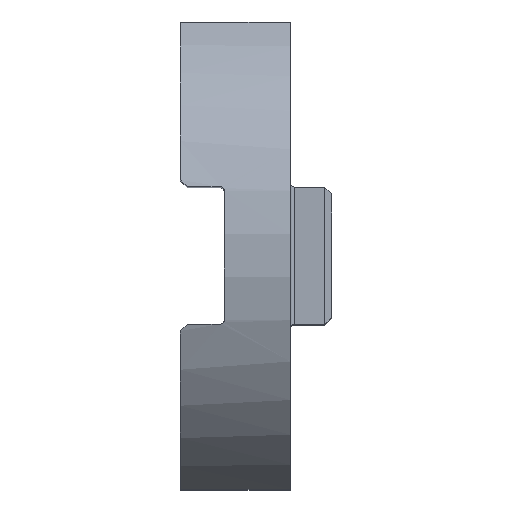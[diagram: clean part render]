
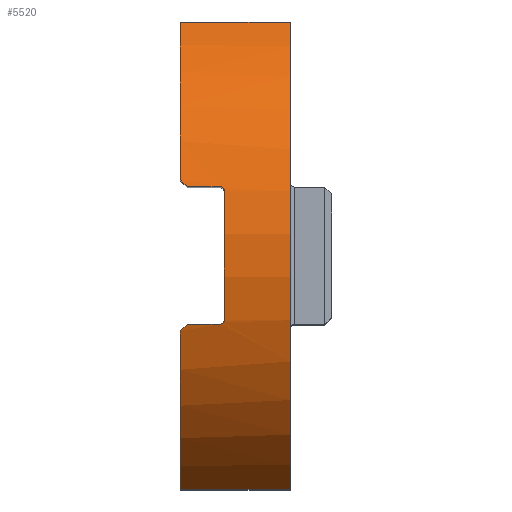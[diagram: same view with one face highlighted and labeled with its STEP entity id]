
A CAD part, top view. The second image highlights one B-rep face of the part: STEP entity #5520.
In plain terms, the highlighted cylindrical face has radius 19.5 mm (diameter 39 mm), a partial arc.
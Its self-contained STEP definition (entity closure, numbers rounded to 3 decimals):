
#51 = CARTESIAN_POINT ( 'NONE',  ( -60., 17., 23.552 ) ) ;
#93 = CARTESIAN_POINT ( 'NONE',  ( -60., 5.5, 32.708 ) ) ;
#229 = CARTESIAN_POINT ( 'NONE',  ( -48.942, -5., 32.848 ) ) ;
#282 = CIRCLE ( 'NONE', #4533, 19.5 ) ;
#322 = B_SPLINE_CURVE_WITH_KNOTS ( 'NONE', 3,
 ( #9589, #5633, #3688, #5587, #8684, #1898 ),
 .UNSPECIFIED., .F., .F.,
 ( 4, 2, 4 ),
 ( 0., 0., 0. ),
 .UNSPECIFIED. ) ;
#509 = DIRECTION ( 'NONE',  ( 0., 0., -1. ) ) ;
#527 = AXIS2_PLACEMENT_3D ( 'NONE', #1695, #6783, #986 ) ;
#571 = CARTESIAN_POINT ( 'NONE',  ( -57.1, 5., 32.848 ) ) ;
#585 = CARTESIAN_POINT ( 'NONE',  ( -60., -17., 23.552 ) ) ;
#589 = VECTOR ( 'NONE', #4032, 1000. ) ;
#740 = CARTESIAN_POINT ( 'NONE',  ( -59.834, -5.334, 32.757 ) ) ;
#865 = DIRECTION ( 'NONE',  ( 0., 0., -1. ) ) ;
#978 = CARTESIAN_POINT ( 'NONE',  ( -48.942, -17., 23.552 ) ) ;
#986 = DIRECTION ( 'NONE',  ( 0., 0., -1. ) ) ;
#1210 = VERTEX_POINT ( 'NONE', #6433 ) ;
#1441 = EDGE_CURVE ( 'NONE', #9694, #7366, #9436, .T. ) ;
#1695 = CARTESIAN_POINT ( 'NONE',  ( -60., 0., 14. ) ) ;
#1898 = CARTESIAN_POINT ( 'NONE',  ( -56.8, 4.7, 32.925 ) ) ;
#2375 = EDGE_CURVE ( 'NONE', #8702, #5305, #10496, .T. ) ;
#2515 = VERTEX_POINT ( 'NONE', #8397 ) ;
#2633 = CARTESIAN_POINT ( 'NONE',  ( -60., 0., 14. ) ) ;
#2870 = DIRECTION ( 'NONE',  ( 1., 0., 0. ) ) ;
#2968 = EDGE_CURVE ( 'NONE', #6386, #8034, #11771, .T. ) ;
#3153 = VERTEX_POINT ( 'NONE', #9857 ) ;
#3377 = CIRCLE ( 'NONE', #6234, 19.5 ) ;
#3531 = CARTESIAN_POINT ( 'NONE',  ( -60., -5.5, 32.708 ) ) ;
#3649 = ORIENTED_EDGE ( 'NONE', *, *, #2968, .T. ) ;
#3688 = CARTESIAN_POINT ( 'NONE',  ( -56.941, 4.966, 32.857 ) ) ;
#3766 = CYLINDRICAL_SURFACE ( 'NONE', #11263, 19.5 ) ;
#4032 = DIRECTION ( 'NONE',  ( -1., 0., 0. ) ) ;
#4040 = EDGE_CURVE ( 'NONE', #7817, #6386, #10124, .T. ) ;
#4041 = ORIENTED_EDGE ( 'NONE', *, *, #1441, .T. ) ;
#4070 = EDGE_CURVE ( 'NONE', #2515, #8702, #7683, .T. ) ;
#4232 = LINE ( 'NONE', #8686, #6855 ) ;
#4349 = FACE_OUTER_BOUND ( 'NONE', #7118, .T. ) ;
#4533 = AXIS2_PLACEMENT_3D ( 'NONE', #2633, #7560, #10524 ) ;
#4656 = EDGE_CURVE ( 'NONE', #7686, #1210, #3377, .T. ) ;
#4940 = CARTESIAN_POINT ( 'NONE',  ( -59.834, 5.334, 32.757 ) ) ;
#5123 = CARTESIAN_POINT ( 'NONE',  ( -48.942, 5., 32.848 ) ) ;
#5166 = DIRECTION ( 'NONE',  ( 1., 0., 0. ) ) ;
#5171 = EDGE_CURVE ( 'NONE', #3153, #9977, #4232, .T. ) ;
#5305 = VERTEX_POINT ( 'NONE', #571 ) ;
#5520 = ADVANCED_FACE ( 'NONE', ( #4349 ), #3766, .T. ) ;
#5587 = CARTESIAN_POINT ( 'NONE',  ( -56.831, 4.855, 32.886 ) ) ;
#5621 = CARTESIAN_POINT ( 'NONE',  ( -57.019, -5., 32.848 ) ) ;
#5633 = CARTESIAN_POINT ( 'NONE',  ( -57.019, 5., 32.848 ) ) ;
#5702 = ORIENTED_EDGE ( 'NONE', *, *, #12460, .F. ) ;
#5736 = CIRCLE ( 'NONE', #10506, 19.5 ) ;
#5778 = ORIENTED_EDGE ( 'NONE', *, *, #4070, .T. ) ;
#5803 = CARTESIAN_POINT ( 'NONE',  ( -52., 0., 14. ) ) ;
#5834 = DIRECTION ( 'NONE',  ( 1., 0., 0. ) ) ;
#6173 = CARTESIAN_POINT ( 'NONE',  ( -56.8, 0., 14. ) ) ;
#6234 = AXIS2_PLACEMENT_3D ( 'NONE', #6173, #11069, #509 ) ;
#6304 = ORIENTED_EDGE ( 'NONE', *, *, #9940, .T. ) ;
#6311 = DIRECTION ( 'NONE',  ( 0., 0., 1. ) ) ;
#6386 = VERTEX_POINT ( 'NONE', #12280 ) ;
#6433 = CARTESIAN_POINT ( 'NONE',  ( -56.8, -4.7, 32.925 ) ) ;
#6652 = CARTESIAN_POINT ( 'NONE',  ( -59.667, -5.167, 32.804 ) ) ;
#6783 = DIRECTION ( 'NONE',  ( -1., 0., 0. ) ) ;
#6855 = VECTOR ( 'NONE', #8641, 1000. ) ;
#6984 = ORIENTED_EDGE ( 'NONE', *, *, #5171, .T. ) ;
#7074 = CARTESIAN_POINT ( 'NONE',  ( -52., -17., 23.552 ) ) ;
#7118 = EDGE_LOOP ( 'NONE', ( #10175, #5778, #8121, #7936, #11474, #6304, #7837, #3649, #7949, #4041, #5702, #6984 ) ) ;
#7333 = VECTOR ( 'NONE', #5834, 1000. ) ;
#7366 = VERTEX_POINT ( 'NONE', #7074 ) ;
#7560 = DIRECTION ( 'NONE',  ( -1., 0., 0. ) ) ;
#7565 = CARTESIAN_POINT ( 'NONE',  ( -60., -5.5, 32.708 ) ) ;
#7654 = CARTESIAN_POINT ( 'NONE',  ( -56.8, -4.778, 32.906 ) ) ;
#7683 =( BOUNDED_CURVE ( )  B_SPLINE_CURVE ( 3, ( #93, #4940, #7815, #8785 ),
 .UNSPECIFIED., .F., .T. ) 
 B_SPLINE_CURVE_WITH_KNOTS ( ( 4, 4 ),
 ( 1.285, 1.311 ),
 .UNSPECIFIED. ) 
 CURVE ( )  GEOMETRIC_REPRESENTATION_ITEM ( )  RATIONAL_B_SPLINE_CURVE ( ( 1., 1., 1., 1. ) ) 
 REPRESENTATION_ITEM ( '' )  );
#7686 = VERTEX_POINT ( 'NONE', #11510 ) ;
#7702 = EDGE_CURVE ( 'NONE', #5305, #7686, #322, .T. ) ;
#7815 = CARTESIAN_POINT ( 'NONE',  ( -59.667, 5.167, 32.804 ) ) ;
#7817 = VERTEX_POINT ( 'NONE', #10932 ) ;
#7837 = ORIENTED_EDGE ( 'NONE', *, *, #4040, .T. ) ;
#7936 = ORIENTED_EDGE ( 'NONE', *, *, #7702, .T. ) ;
#7943 = CIRCLE ( 'NONE', #527, 19.5 ) ;
#7949 = ORIENTED_EDGE ( 'NONE', *, *, #10855, .F. ) ;
#8034 = VERTEX_POINT ( 'NONE', #7565 ) ;
#8121 = ORIENTED_EDGE ( 'NONE', *, *, #2375, .T. ) ;
#8397 = CARTESIAN_POINT ( 'NONE',  ( -60., 5.5, 32.708 ) ) ;
#8641 = DIRECTION ( 'NONE',  ( -1., 0., 0. ) ) ;
#8684 = CARTESIAN_POINT ( 'NONE',  ( -56.8, 4.778, 32.906 ) ) ;
#8686 = CARTESIAN_POINT ( 'NONE',  ( -48.942, 17., 23.552 ) ) ;
#8702 = VERTEX_POINT ( 'NONE', #9528 ) ;
#8785 = CARTESIAN_POINT ( 'NONE',  ( -59.5, 5., 32.848 ) ) ;
#8815 = CARTESIAN_POINT ( 'NONE',  ( -48.942, 0., 14. ) ) ;
#9436 = LINE ( 'NONE', #978, #7333 ) ;
#9466 = B_SPLINE_CURVE_WITH_KNOTS ( 'NONE', 3,
 ( #11495, #7654, #11406, #11541, #5621, #12501 ),
 .UNSPECIFIED., .F., .F.,
 ( 4, 2, 4 ),
 ( 0., 0., 0. ),
 .UNSPECIFIED. ) ;
#9528 = CARTESIAN_POINT ( 'NONE',  ( -59.5, 5., 32.848 ) ) ;
#9589 = CARTESIAN_POINT ( 'NONE',  ( -57.1, 5., 32.848 ) ) ;
#9694 = VERTEX_POINT ( 'NONE', #585 ) ;
#9857 = CARTESIAN_POINT ( 'NONE',  ( -52., 17., 23.552 ) ) ;
#9940 = EDGE_CURVE ( 'NONE', #1210, #7817, #9466, .T. ) ;
#9977 = VERTEX_POINT ( 'NONE', #51 ) ;
#10124 = LINE ( 'NONE', #229, #589 ) ;
#10175 = ORIENTED_EDGE ( 'NONE', *, *, #12103, .F. ) ;
#10330 = VECTOR ( 'NONE', #5166, 1000. ) ;
#10496 = LINE ( 'NONE', #5123, #10330 ) ;
#10506 = AXIS2_PLACEMENT_3D ( 'NONE', #5803, #2870, #865 ) ;
#10524 = DIRECTION ( 'NONE',  ( 0., 0., -1. ) ) ;
#10855 = EDGE_CURVE ( 'NONE', #9694, #8034, #7943, .T. ) ;
#10932 = CARTESIAN_POINT ( 'NONE',  ( -57.1, -5., 32.848 ) ) ;
#11069 = DIRECTION ( 'NONE',  ( 1., 0., 0. ) ) ;
#11263 = AXIS2_PLACEMENT_3D ( 'NONE', #8815, #11889, #6311 ) ;
#11406 = CARTESIAN_POINT ( 'NONE',  ( -56.831, -4.855, 32.886 ) ) ;
#11473 = CARTESIAN_POINT ( 'NONE',  ( -59.5, -5., 32.848 ) ) ;
#11474 = ORIENTED_EDGE ( 'NONE', *, *, #4656, .T. ) ;
#11495 = CARTESIAN_POINT ( 'NONE',  ( -56.8, -4.7, 32.925 ) ) ;
#11510 = CARTESIAN_POINT ( 'NONE',  ( -56.8, 4.7, 32.925 ) ) ;
#11541 = CARTESIAN_POINT ( 'NONE',  ( -56.941, -4.966, 32.857 ) ) ;
#11771 =( BOUNDED_CURVE ( )  B_SPLINE_CURVE ( 3, ( #11473, #6652, #740, #3531 ),
 .UNSPECIFIED., .F., .T. ) 
 B_SPLINE_CURVE_WITH_KNOTS ( ( 4, 4 ),
 ( 4.972, 4.998 ),
 .UNSPECIFIED. ) 
 CURVE ( )  GEOMETRIC_REPRESENTATION_ITEM ( )  RATIONAL_B_SPLINE_CURVE ( ( 1., 1., 1., 1. ) ) 
 REPRESENTATION_ITEM ( '' )  );
#11889 = DIRECTION ( 'NONE',  ( -1., 0., 0. ) ) ;
#12103 = EDGE_CURVE ( 'NONE', #2515, #9977, #282, .T. ) ;
#12280 = CARTESIAN_POINT ( 'NONE',  ( -59.5, -5., 32.848 ) ) ;
#12460 = EDGE_CURVE ( 'NONE', #3153, #7366, #5736, .T. ) ;
#12501 = CARTESIAN_POINT ( 'NONE',  ( -57.1, -5., 32.848 ) ) ;
